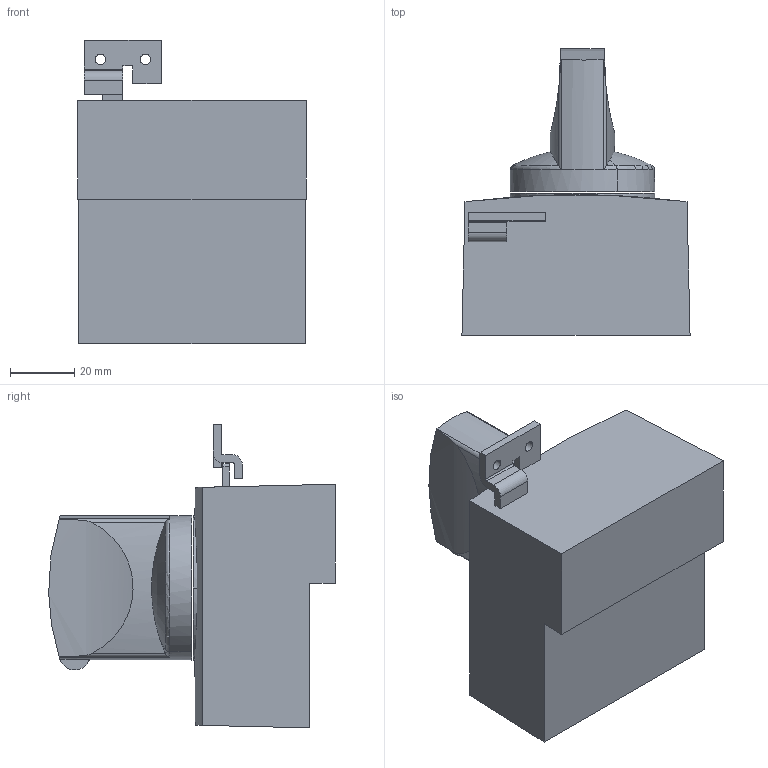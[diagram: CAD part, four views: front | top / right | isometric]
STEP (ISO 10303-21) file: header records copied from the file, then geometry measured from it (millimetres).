
FILE_DESCRIPTION(('CATIA V5 STEP Exchange'),'2;1');
FILE_NAME('1SDH001295R0032_1PA_001_00_XT1_3P_4P_FIXED_RHD.stp','2014-11-11T15:19:23+00:00',('none'),('none'),'CATIA Version 5 Release 20 SP 1 (IN-10)','CATIA V5 STEP AP214','none');
FILE_SCHEMA(('AUTOMOTIVE_DESIGN { 1 0 10303 214 1 1 1 1 }'));
Length unit declared in the file: millimetre
Products named in the file (1): 1SDH001295R0032_1PA_001_00_XT1_3P_4P_FIXED_RHD
Bounding box: 71 x 89.23 x 94.52 mm (x, y, z)
Volume: 242064.9 mm3; surface area: 31333.8 mm2
Topology: 3 solids, 3 shells, 68 faces, 172 edges, 113 vertices
Faces by surface type: plane 34, cylinder 26, sphere 4, torus 4
Entity records: 2168 total; most frequent: CARTESIAN_POINT 597, ORIENTED_EDGE 344, DIRECTION 248, EDGE_CURVE 172, VERTEX_POINT 113, VECTOR 99, LINE 99, AXIS2_PLACEMENT_3D 93
